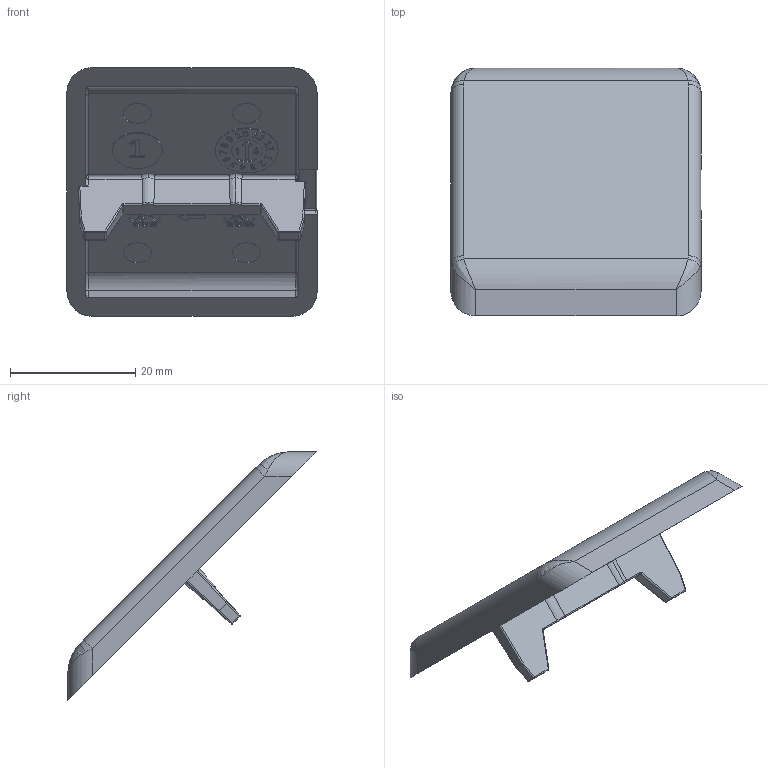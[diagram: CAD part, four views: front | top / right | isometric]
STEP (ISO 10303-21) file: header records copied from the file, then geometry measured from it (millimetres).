
FILE_DESCRIPTION (( 'STEP AP214' ), '1' );
FILE_NAME ('093wa406.STEP', '2019-05-22T09:16:26', ( '' ), ( '' ), 'SwSTEP 2.0', 'SolidWorks 2017', '' );
FILE_SCHEMA (( 'AUTOMOTIVE_DESIGN' ));
Length unit declared in the file: millimetre
Products named in the file (1): 093wa406
Bounding box: 40 x 39.7 x 39.7 mm (x, y, z)
Volume: 7593.7 mm3; surface area: 5805.7 mm2
Topology: 1 solids, 1 shells, 692 faces, 1854 edges, 1200 vertices
Faces by surface type: plane 371, bspline 193, cylinder 95, sphere 15, torus 12, cone 6
Entity records: 27716 total; most frequent: CARTESIAN_POINT 12004, ORIENTED_EDGE 3676, DIRECTION 2509, EDGE_CURVE 1838, VERTEX_POINT 1194, VECTOR 1185, LINE 1185, EDGE_LOOP 738
